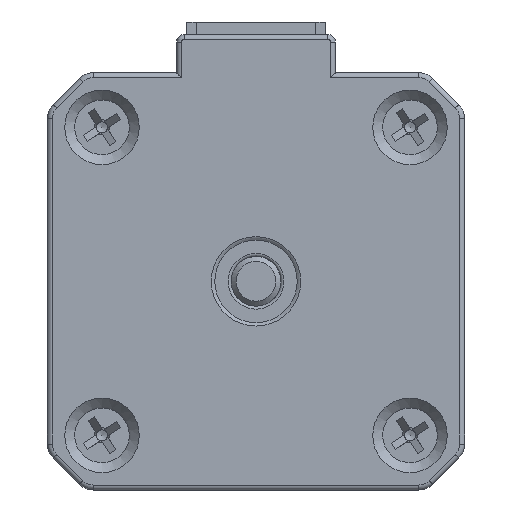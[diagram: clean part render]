
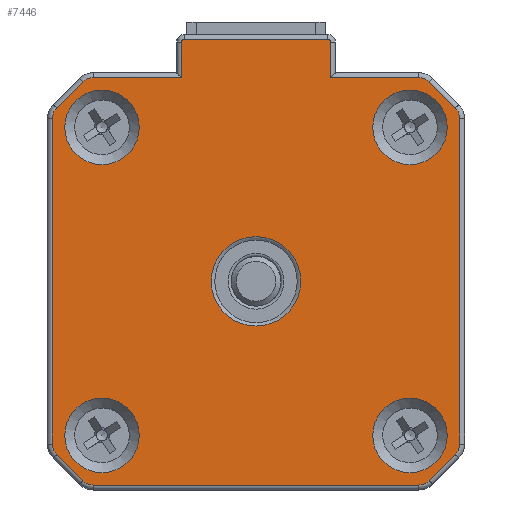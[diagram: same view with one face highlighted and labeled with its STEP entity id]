
A CAD part, front view. The second image highlights one B-rep face of the part: STEP entity #7446.
In plain terms, the highlighted planar face has unit normal (0, -1, 0).
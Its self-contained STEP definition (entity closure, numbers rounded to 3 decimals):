
#102=FACE_BOUND('',#1140,.T.);
#103=FACE_BOUND('',#1141,.T.);
#104=FACE_BOUND('',#1142,.T.);
#105=FACE_BOUND('',#1143,.T.);
#106=FACE_BOUND('',#1144,.T.);
#209=CIRCLE('',#7906,3.75);
#211=CIRCLE('',#7909,3.75);
#213=CIRCLE('',#7912,3.75);
#215=CIRCLE('',#7915,3.75);
#221=CIRCLE('',#7926,4.5);
#230=CIRCLE('',#7951,0.3);
#231=CIRCLE('',#7952,0.3);
#232=CIRCLE('',#7953,1.5);
#233=CIRCLE('',#7954,1.5);
#234=CIRCLE('',#7955,1.5);
#235=CIRCLE('',#7956,1.5);
#236=CIRCLE('',#7957,1.5);
#237=CIRCLE('',#7958,1.5);
#238=CIRCLE('',#7959,1.5);
#239=CIRCLE('',#7960,1.5);
#673=FACE_OUTER_BOUND('',#1139,.T.);
#1139=EDGE_LOOP('',(#5026,#5027,#5028,#5029,#5030,#5031,#5032,#5033,#5034,
#5035,#5036,#5037,#5038,#5039,#5040,#5041,#5042,#5043,#5044,#5045,#5046,
#5047));
#1140=EDGE_LOOP('',(#5048));
#1141=EDGE_LOOP('',(#5049));
#1142=EDGE_LOOP('',(#5050));
#1143=EDGE_LOOP('',(#5051));
#1144=EDGE_LOOP('',(#5052));
#1771=LINE('',#11397,#2477);
#1772=LINE('',#11401,#2478);
#1773=LINE('',#11405,#2479);
#1774=LINE('',#11407,#2480);
#1775=LINE('',#11411,#2481);
#1776=LINE('',#11415,#2482);
#1777=LINE('',#11419,#2483);
#1778=LINE('',#11423,#2484);
#1779=LINE('',#11427,#2485);
#1780=LINE('',#11431,#2486);
#1781=LINE('',#11435,#2487);
#1782=LINE('',#11438,#2488);
#2477=VECTOR('',#8978,1000.);
#2478=VECTOR('',#8981,1000.);
#2479=VECTOR('',#8984,1000.);
#2480=VECTOR('',#8985,1000.);
#2481=VECTOR('',#8988,1000.);
#2482=VECTOR('',#8991,1000.);
#2483=VECTOR('',#8994,1000.);
#2484=VECTOR('',#8997,1000.);
#2485=VECTOR('',#9000,1000.);
#2486=VECTOR('',#9003,1000.);
#2487=VECTOR('',#9006,1000.);
#2488=VECTOR('',#9009,1000.);
#3030=VERTEX_POINT('',#11054);
#3032=VERTEX_POINT('',#11060);
#3034=VERTEX_POINT('',#11066);
#3036=VERTEX_POINT('',#11072);
#3042=VERTEX_POINT('',#11094);
#3175=VERTEX_POINT('',#11395);
#3176=VERTEX_POINT('',#11396);
#3177=VERTEX_POINT('',#11398);
#3178=VERTEX_POINT('',#11400);
#3179=VERTEX_POINT('',#11402);
#3180=VERTEX_POINT('',#11404);
#3181=VERTEX_POINT('',#11406);
#3182=VERTEX_POINT('',#11408);
#3183=VERTEX_POINT('',#11410);
#3184=VERTEX_POINT('',#11412);
#3185=VERTEX_POINT('',#11414);
#3186=VERTEX_POINT('',#11416);
#3187=VERTEX_POINT('',#11418);
#3188=VERTEX_POINT('',#11420);
#3189=VERTEX_POINT('',#11422);
#3190=VERTEX_POINT('',#11424);
#3191=VERTEX_POINT('',#11426);
#3192=VERTEX_POINT('',#11428);
#3193=VERTEX_POINT('',#11430);
#3194=VERTEX_POINT('',#11432);
#3195=VERTEX_POINT('',#11434);
#3196=VERTEX_POINT('',#11436);
#3714=EDGE_CURVE('',#3030,#3030,#209,.T.);
#3717=EDGE_CURVE('',#3032,#3032,#211,.T.);
#3720=EDGE_CURVE('',#3034,#3034,#213,.T.);
#3723=EDGE_CURVE('',#3036,#3036,#215,.T.);
#3734=EDGE_CURVE('',#3042,#3042,#221,.T.);
#3885=EDGE_CURVE('',#3175,#3176,#1771,.T.);
#3886=EDGE_CURVE('',#3176,#3177,#230,.T.);
#3887=EDGE_CURVE('',#3177,#3178,#1772,.T.);
#3888=EDGE_CURVE('',#3178,#3179,#231,.T.);
#3889=EDGE_CURVE('',#3179,#3180,#1773,.T.);
#3890=EDGE_CURVE('',#3180,#3181,#1774,.T.);
#3891=EDGE_CURVE('',#3181,#3182,#232,.T.);
#3892=EDGE_CURVE('',#3182,#3183,#1775,.T.);
#3893=EDGE_CURVE('',#3183,#3184,#233,.T.);
#3894=EDGE_CURVE('',#3184,#3185,#1776,.T.);
#3895=EDGE_CURVE('',#3185,#3186,#234,.T.);
#3896=EDGE_CURVE('',#3186,#3187,#1777,.T.);
#3897=EDGE_CURVE('',#3187,#3188,#235,.T.);
#3898=EDGE_CURVE('',#3188,#3189,#1778,.T.);
#3899=EDGE_CURVE('',#3189,#3190,#236,.T.);
#3900=EDGE_CURVE('',#3190,#3191,#1779,.T.);
#3901=EDGE_CURVE('',#3191,#3192,#237,.T.);
#3902=EDGE_CURVE('',#3192,#3193,#1780,.T.);
#3903=EDGE_CURVE('',#3193,#3194,#238,.T.);
#3904=EDGE_CURVE('',#3194,#3195,#1781,.T.);
#3905=EDGE_CURVE('',#3195,#3196,#239,.T.);
#3906=EDGE_CURVE('',#3196,#3175,#1782,.T.);
#5026=ORIENTED_EDGE('',*,*,#3885,.T.);
#5027=ORIENTED_EDGE('',*,*,#3886,.T.);
#5028=ORIENTED_EDGE('',*,*,#3887,.T.);
#5029=ORIENTED_EDGE('',*,*,#3888,.T.);
#5030=ORIENTED_EDGE('',*,*,#3889,.T.);
#5031=ORIENTED_EDGE('',*,*,#3890,.T.);
#5032=ORIENTED_EDGE('',*,*,#3891,.T.);
#5033=ORIENTED_EDGE('',*,*,#3892,.T.);
#5034=ORIENTED_EDGE('',*,*,#3893,.T.);
#5035=ORIENTED_EDGE('',*,*,#3894,.T.);
#5036=ORIENTED_EDGE('',*,*,#3895,.T.);
#5037=ORIENTED_EDGE('',*,*,#3896,.T.);
#5038=ORIENTED_EDGE('',*,*,#3897,.T.);
#5039=ORIENTED_EDGE('',*,*,#3898,.T.);
#5040=ORIENTED_EDGE('',*,*,#3899,.T.);
#5041=ORIENTED_EDGE('',*,*,#3900,.T.);
#5042=ORIENTED_EDGE('',*,*,#3901,.T.);
#5043=ORIENTED_EDGE('',*,*,#3902,.T.);
#5044=ORIENTED_EDGE('',*,*,#3903,.T.);
#5045=ORIENTED_EDGE('',*,*,#3904,.T.);
#5046=ORIENTED_EDGE('',*,*,#3905,.T.);
#5047=ORIENTED_EDGE('',*,*,#3906,.T.);
#5048=ORIENTED_EDGE('',*,*,#3723,.T.);
#5049=ORIENTED_EDGE('',*,*,#3720,.T.);
#5050=ORIENTED_EDGE('',*,*,#3717,.T.);
#5051=ORIENTED_EDGE('',*,*,#3714,.T.);
#5052=ORIENTED_EDGE('',*,*,#3734,.T.);
#6992=PLANE('',#7950);
#7446=ADVANCED_FACE('',(#673,#102,#103,#104,#105,#106),#6992,.F.);
#7906=AXIS2_PLACEMENT_3D('',#11056,#8738,#8739);
#7909=AXIS2_PLACEMENT_3D('',#11062,#8745,#8746);
#7912=AXIS2_PLACEMENT_3D('',#11068,#8752,#8753);
#7915=AXIS2_PLACEMENT_3D('',#11074,#8759,#8760);
#7926=AXIS2_PLACEMENT_3D('',#11096,#8786,#8787);
#7950=AXIS2_PLACEMENT_3D('',#11394,#8976,#8977);
#7951=AXIS2_PLACEMENT_3D('',#11399,#8979,#8980);
#7952=AXIS2_PLACEMENT_3D('',#11403,#8982,#8983);
#7953=AXIS2_PLACEMENT_3D('',#11409,#8986,#8987);
#7954=AXIS2_PLACEMENT_3D('',#11413,#8989,#8990);
#7955=AXIS2_PLACEMENT_3D('',#11417,#8992,#8993);
#7956=AXIS2_PLACEMENT_3D('',#11421,#8995,#8996);
#7957=AXIS2_PLACEMENT_3D('',#11425,#8998,#8999);
#7958=AXIS2_PLACEMENT_3D('',#11429,#9001,#9002);
#7959=AXIS2_PLACEMENT_3D('',#11433,#9004,#9005);
#7960=AXIS2_PLACEMENT_3D('',#11437,#9007,#9008);
#8738=DIRECTION('center_axis',(0.,1.,0.));
#8739=DIRECTION('ref_axis',(0.,0.,1.));
#8745=DIRECTION('center_axis',(0.,1.,0.));
#8746=DIRECTION('ref_axis',(0.,0.,1.));
#8752=DIRECTION('center_axis',(0.,1.,0.));
#8753=DIRECTION('ref_axis',(0.,0.,1.));
#8759=DIRECTION('center_axis',(0.,1.,0.));
#8760=DIRECTION('ref_axis',(0.,0.,1.));
#8786=DIRECTION('center_axis',(0.,1.,0.));
#8787=DIRECTION('ref_axis',(0.,0.,1.));
#8976=DIRECTION('center_axis',(0.,1.,0.));
#8977=DIRECTION('ref_axis',(0.,0.,1.));
#8978=DIRECTION('',(0.,0.,1.));
#8979=DIRECTION('center_axis',(0.,-1.,0.));
#8980=DIRECTION('ref_axis',(0.,0.,1.));
#8981=DIRECTION('',(-1.,0.,0.));
#8982=DIRECTION('center_axis',(0.,-1.,0.));
#8983=DIRECTION('ref_axis',(0.,0.,1.));
#8984=DIRECTION('',(0.,0.,-1.));
#8985=DIRECTION('',(-1.,0.,0.));
#8986=DIRECTION('center_axis',(0.,-1.,0.));
#8987=DIRECTION('ref_axis',(0.,0.,1.));
#8988=DIRECTION('',(-0.707,0.,-0.707));
#8989=DIRECTION('center_axis',(0.,-1.,0.));
#8990=DIRECTION('ref_axis',(0.,0.,1.));
#8991=DIRECTION('',(0.,0.,-1.));
#8992=DIRECTION('center_axis',(0.,-1.,0.));
#8993=DIRECTION('ref_axis',(0.,0.,1.));
#8994=DIRECTION('',(0.707,0.,-0.707));
#8995=DIRECTION('center_axis',(0.,-1.,0.));
#8996=DIRECTION('ref_axis',(0.,0.,1.));
#8997=DIRECTION('',(1.,0.,0.));
#8998=DIRECTION('center_axis',(0.,-1.,0.));
#8999=DIRECTION('ref_axis',(0.,0.,1.));
#9000=DIRECTION('',(0.707,0.,0.707));
#9001=DIRECTION('center_axis',(0.,-1.,0.));
#9002=DIRECTION('ref_axis',(0.,0.,1.));
#9003=DIRECTION('',(0.,0.,1.));
#9004=DIRECTION('center_axis',(0.,-1.,0.));
#9005=DIRECTION('ref_axis',(0.,0.,1.));
#9006=DIRECTION('',(-0.707,0.,0.707));
#9007=DIRECTION('center_axis',(0.,-1.,0.));
#9008=DIRECTION('ref_axis',(0.,0.,1.));
#9009=DIRECTION('',(-1.,0.,0.));
#11054=CARTESIAN_POINT('',(-15.5,-1.,19.25));
#11056=CARTESIAN_POINT('Origin',(-15.5,-1.,15.5));
#11060=CARTESIAN_POINT('',(15.5,-1.,19.25));
#11062=CARTESIAN_POINT('Origin',(15.5,-1.,15.5));
#11066=CARTESIAN_POINT('',(15.5,-1.,-11.75));
#11068=CARTESIAN_POINT('Origin',(15.5,-1.,-15.5));
#11072=CARTESIAN_POINT('',(-15.5,-1.,-11.75));
#11074=CARTESIAN_POINT('Origin',(-15.5,-1.,-15.5));
#11094=CARTESIAN_POINT('',(0.,-1.,4.5));
#11096=CARTESIAN_POINT('Origin',(0.,-1.,0.));
#11394=CARTESIAN_POINT('Origin',(0.,-1.,0.));
#11395=CARTESIAN_POINT('',(7.5,-1.,20.5));
#11396=CARTESIAN_POINT('',(7.5,-1.,24.05));
#11397=CARTESIAN_POINT('',(7.5,-1.,0.));
#11398=CARTESIAN_POINT('',(7.2,-1.,24.35));
#11399=CARTESIAN_POINT('Origin',(7.2,-1.,24.05));
#11400=CARTESIAN_POINT('',(-7.2,-1.,24.35));
#11401=CARTESIAN_POINT('',(0.,-1.,24.35));
#11402=CARTESIAN_POINT('',(-7.5,-1.,24.05));
#11403=CARTESIAN_POINT('Origin',(-7.2,-1.,24.05));
#11404=CARTESIAN_POINT('',(-7.5,-1.,20.5));
#11405=CARTESIAN_POINT('',(-7.5,-1.,0.));
#11406=CARTESIAN_POINT('',(-16.372,-1.,20.5));
#11407=CARTESIAN_POINT('',(0.,-1.,20.5));
#11408=CARTESIAN_POINT('',(-17.432,-1.,20.061));
#11409=CARTESIAN_POINT('Origin',(-16.372,-1.,19.));
#11410=CARTESIAN_POINT('',(-20.061,-1.,17.432));
#11411=CARTESIAN_POINT('',(-18.746,-1.,18.746));
#11412=CARTESIAN_POINT('',(-20.5,-1.,16.372));
#11413=CARTESIAN_POINT('Origin',(-19.,-1.,16.372));
#11414=CARTESIAN_POINT('',(-20.5,-1.,-16.372));
#11415=CARTESIAN_POINT('',(-20.5,-1.,-16.372));
#11416=CARTESIAN_POINT('',(-20.061,-1.,-17.432));
#11417=CARTESIAN_POINT('Origin',(-19.,-1.,-16.372));
#11418=CARTESIAN_POINT('',(-17.432,-1.,-20.061));
#11419=CARTESIAN_POINT('',(-17.432,-1.,-20.061));
#11420=CARTESIAN_POINT('',(-16.372,-1.,-20.5));
#11421=CARTESIAN_POINT('Origin',(-16.372,-1.,-19.));
#11422=CARTESIAN_POINT('',(16.372,-1.,-20.5));
#11423=CARTESIAN_POINT('',(16.372,-1.,-20.5));
#11424=CARTESIAN_POINT('',(17.432,-1.,-20.061));
#11425=CARTESIAN_POINT('Origin',(16.372,-1.,-19.));
#11426=CARTESIAN_POINT('',(20.061,-1.,-17.432));
#11427=CARTESIAN_POINT('',(20.061,-1.,-17.432));
#11428=CARTESIAN_POINT('',(20.5,-1.,-16.372));
#11429=CARTESIAN_POINT('Origin',(19.,-1.,-16.372));
#11430=CARTESIAN_POINT('',(20.5,-1.,16.372));
#11431=CARTESIAN_POINT('',(20.5,-1.,0.));
#11432=CARTESIAN_POINT('',(20.061,-1.,17.432));
#11433=CARTESIAN_POINT('Origin',(19.,-1.,16.372));
#11434=CARTESIAN_POINT('',(17.432,-1.,20.061));
#11435=CARTESIAN_POINT('',(18.746,-1.,18.746));
#11436=CARTESIAN_POINT('',(16.372,-1.,20.5));
#11437=CARTESIAN_POINT('Origin',(16.372,-1.,19.));
#11438=CARTESIAN_POINT('',(0.,-1.,20.5));
